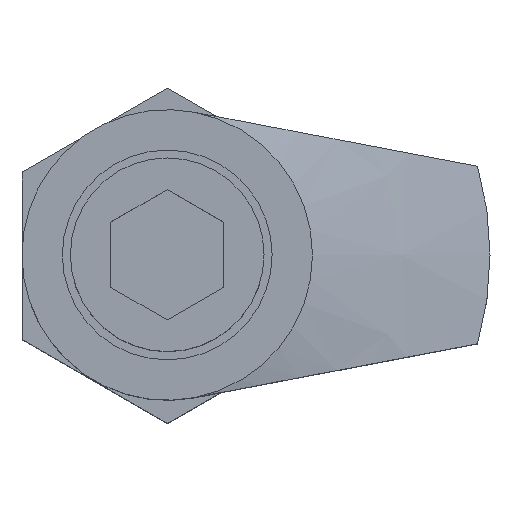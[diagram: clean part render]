
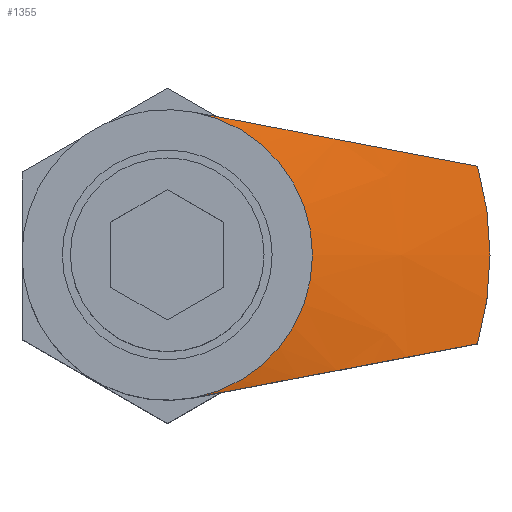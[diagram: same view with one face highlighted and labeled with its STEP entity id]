
A CAD part, top view. The second image highlights one B-rep face of the part: STEP entity #1355.
In plain terms, the highlighted conical face has half-angle 74.745 degrees and reference radius 40 mm.
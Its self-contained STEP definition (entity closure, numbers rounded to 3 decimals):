
#40 = VERTEX_POINT ( 'NONE', #1041 ) ;
#42 = CARTESIAN_POINT ( 'NONE',  ( 3.367, 17.682, 60. ) ) ;
#136 = CARTESIAN_POINT ( 'NONE',  ( 9.308, -16.551, 59.746 ) ) ;
#151 = EDGE_CURVE ( 'NONE', #1606, #956, #1873, .T. ) ;
#208 = EDGE_CURVE ( 'NONE', #40, #1298, #1470, .T. ) ;
#209 = CIRCLE ( 'NONE', #612, 18. ) ;
#230 = CARTESIAN_POINT ( 'NONE',  ( 6.346, 17.115, 59.947 ) ) ;
#236 = CARTESIAN_POINT ( 'NONE',  ( 26.876, -13.206, 56.755 ) ) ;
#279 = CARTESIAN_POINT ( 'NONE',  ( 38.458, 11., 54. ) ) ;
#424 = EDGE_LOOP ( 'NONE', ( #1157, #620, #1858, #518 ) ) ;
#428 = CARTESIAN_POINT ( 'NONE',  ( 6.346, -17.115, 59.947 ) ) ;
#432 = DIRECTION ( 'NONE',  ( -1., 0., 0. ) ) ;
#439 = CARTESIAN_POINT ( 'NONE',  ( 18.128, -14.871, 58.54 ) ) ;
#518 = ORIENTED_EDGE ( 'NONE', *, *, #151, .F. ) ;
#577 = CARTESIAN_POINT ( 'NONE',  ( 15.2, -15.429, 59.048 ) ) ;
#612 = AXIS2_PLACEMENT_3D ( 'NONE', #1784, #779, #1650 ) ;
#620 = ORIENTED_EDGE ( 'NONE', *, *, #208, .T. ) ;
#646 = AXIS2_PLACEMENT_3D ( 'NONE', #1455, #1724, #432 ) ;
#681 = CARTESIAN_POINT ( 'NONE',  ( 10.784, 16.27, 59.598 ) ) ;
#687 = CARTESIAN_POINT ( 'NONE',  ( 3.367, -17.682, 60. ) ) ;
#690 = FACE_OUTER_BOUND ( 'NONE', #424, .T. ) ;
#709 = DIRECTION ( 'NONE',  ( 1., 0., 0. ) ) ;
#717 = CARTESIAN_POINT ( 'NONE',  ( 23.968, 13.759, 57.394 ) ) ;
#779 = DIRECTION ( 'NONE',  ( 0., 0., 1. ) ) ;
#823 = CARTESIAN_POINT ( 'NONE',  ( 9.308, 16.551, 59.746 ) ) ;
#908 = CARTESIAN_POINT ( 'NONE',  ( 38.458, 11., 54. ) ) ;
#956 = VERTEX_POINT ( 'NONE', #908 ) ;
#964 = CARTESIAN_POINT ( 'NONE',  ( 3.367, 17.682, 60. ) ) ;
#989 = CARTESIAN_POINT ( 'NONE',  ( 4.86, -17.398, 60. ) ) ;
#996 = EDGE_CURVE ( 'NONE', #40, #1606, #209, .T. ) ;
#1019 = CARTESIAN_POINT ( 'NONE',  ( 23.968, -13.759, 57.394 ) ) ;
#1041 = CARTESIAN_POINT ( 'NONE',  ( 3.367, -17.682, 60. ) ) ;
#1135 = CARTESIAN_POINT ( 'NONE',  ( 26.876, 13.206, 56.755 ) ) ;
#1153 = DIRECTION ( 'NONE',  ( 0., 0., 1. ) ) ;
#1157 = ORIENTED_EDGE ( 'NONE', *, *, #996, .F. ) ;
#1261 = CARTESIAN_POINT ( 'NONE',  ( 15.2, 15.429, 59.048 ) ) ;
#1276 = CARTESIAN_POINT ( 'NONE',  ( 32.675, -12.101, 55.417 ) ) ;
#1289 = EDGE_CURVE ( 'NONE', #1298, #956, #1676, .T. ) ;
#1298 = VERTEX_POINT ( 'NONE', #1717 ) ;
#1306 = CARTESIAN_POINT ( 'NONE',  ( 10.784, -16.27, 59.598 ) ) ;
#1350 = CONICAL_SURFACE ( 'NONE', #646, 40., 1.305 ) ;
#1355 = ADVANCED_FACE ( 'NONE', ( #690 ), #1350, .T. ) ;
#1420 = CARTESIAN_POINT ( 'NONE',  ( 0., 0., 54. ) ) ;
#1455 = CARTESIAN_POINT ( 'NONE',  ( 0., 0., 54. ) ) ;
#1470 = B_SPLINE_CURVE_WITH_KNOTS ( 'NONE', 3,
 ( #687, #989, #428, #136, #1306, #577, #439, #1019, #236, #1276, #1706, #1575 ),
 .UNSPECIFIED., .F., .F.,
 ( 4, 2, 2, 2, 2, 4 ),
 ( 0., 0.005, 0.009, 0.018, 0.027, 0.036 ),
 .UNSPECIFIED. ) ;
#1552 = CARTESIAN_POINT ( 'NONE',  ( 4.86, 17.398, 60. ) ) ;
#1575 = CARTESIAN_POINT ( 'NONE',  ( 38.458, -11., 54. ) ) ;
#1591 = AXIS2_PLACEMENT_3D ( 'NONE', #1420, #1153, #709 ) ;
#1606 = VERTEX_POINT ( 'NONE', #42 ) ;
#1650 = DIRECTION ( 'NONE',  ( 1., 0., 0. ) ) ;
#1676 = CIRCLE ( 'NONE', #1591, 40. ) ;
#1706 = CARTESIAN_POINT ( 'NONE',  ( 35.568, -11.55, 54.716 ) ) ;
#1717 = CARTESIAN_POINT ( 'NONE',  ( 38.458, -11., 54. ) ) ;
#1723 = CARTESIAN_POINT ( 'NONE',  ( 32.675, 12.101, 55.417 ) ) ;
#1724 = DIRECTION ( 'NONE',  ( 0., 0., -1. ) ) ;
#1784 = CARTESIAN_POINT ( 'NONE',  ( 0., 0., 60. ) ) ;
#1832 = CARTESIAN_POINT ( 'NONE',  ( 18.128, 14.871, 58.54 ) ) ;
#1844 = CARTESIAN_POINT ( 'NONE',  ( 35.568, 11.55, 54.716 ) ) ;
#1858 = ORIENTED_EDGE ( 'NONE', *, *, #1289, .T. ) ;
#1873 = B_SPLINE_CURVE_WITH_KNOTS ( 'NONE', 3,
 ( #964, #1552, #230, #823, #681, #1261, #1832, #717, #1135, #1723, #1844, #279 ),
 .UNSPECIFIED., .F., .F.,
 ( 4, 2, 2, 2, 2, 4 ),
 ( 0., 0.005, 0.009, 0.018, 0.027, 0.036 ),
 .UNSPECIFIED. ) ;
